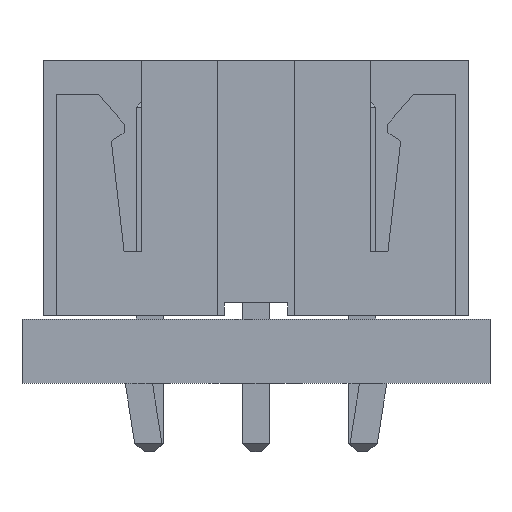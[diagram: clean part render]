
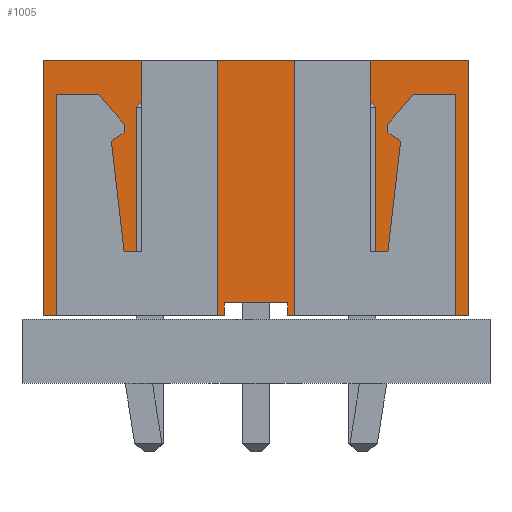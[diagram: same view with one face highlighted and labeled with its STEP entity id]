
A CAD part, front view. The second image highlights one B-rep face of the part: STEP entity #1005.
In plain terms, the highlighted face is planar.
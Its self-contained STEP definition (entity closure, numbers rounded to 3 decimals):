
#236 = VERTEX_POINT('',#237);
#237 = CARTESIAN_POINT('',(-2.5,1.6,0.));
#245 = VERTEX_POINT('',#246);
#246 = CARTESIAN_POINT('',(-0.75,1.6,0.));
#252 = EDGE_CURVE('',#245,#236,#253,.T.);
#253 = LINE('',#254,#255);
#254 = CARTESIAN_POINT('',(7.5,1.6,0.));
#255 = VECTOR('',#256,1.);
#256 = DIRECTION('',(-1.,0.,0.));
#268 = VERTEX_POINT('',#269);
#269 = CARTESIAN_POINT('',(-0.75,1.6,0.3));
#275 = EDGE_CURVE('',#268,#245,#276,.T.);
#276 = LINE('',#277,#278);
#277 = CARTESIAN_POINT('',(-0.75,1.6,0.3));
#278 = VECTOR('',#279,1.);
#279 = DIRECTION('',(0.,0.,-1.));
#292 = VERTEX_POINT('',#293);
#293 = CARTESIAN_POINT('',(0.75,1.6,0.3));
#299 = EDGE_CURVE('',#268,#292,#300,.T.);
#300 = LINE('',#301,#302);
#301 = CARTESIAN_POINT('',(-0.75,1.6,0.3));
#302 = VECTOR('',#303,1.);
#303 = DIRECTION('',(1.,0.,0.));
#350 = EDGE_CURVE('',#292,#351,#353,.T.);
#351 = VERTEX_POINT('',#352);
#352 = CARTESIAN_POINT('',(0.75,1.6,0.));
#353 = LINE('',#354,#355);
#354 = CARTESIAN_POINT('',(0.75,1.6,0.3));
#355 = VECTOR('',#356,1.);
#356 = DIRECTION('',(0.,0.,-1.));
#372 = EDGE_CURVE('',#373,#351,#375,.T.);
#373 = VERTEX_POINT('',#374);
#374 = CARTESIAN_POINT('',(1.75,1.6,0.));
#375 = LINE('',#376,#377);
#376 = CARTESIAN_POINT('',(7.5,1.6,0.));
#377 = VECTOR('',#378,1.);
#378 = DIRECTION('',(-1.,0.,0.));
#398 = VERTEX_POINT('',#399);
#399 = CARTESIAN_POINT('',(1.75,1.6,0.3));
#405 = EDGE_CURVE('',#398,#373,#406,.T.);
#406 = LINE('',#407,#408);
#407 = CARTESIAN_POINT('',(1.75,1.6,0.3));
#408 = VECTOR('',#409,1.);
#409 = DIRECTION('',(0.,0.,-1.));
#422 = VERTEX_POINT('',#423);
#423 = CARTESIAN_POINT('',(3.25,1.6,0.3));
#429 = EDGE_CURVE('',#398,#422,#430,.T.);
#430 = LINE('',#431,#432);
#431 = CARTESIAN_POINT('',(1.75,1.6,0.3));
#432 = VECTOR('',#433,1.);
#433 = DIRECTION('',(1.,0.,0.));
#480 = EDGE_CURVE('',#422,#481,#483,.T.);
#481 = VERTEX_POINT('',#482);
#482 = CARTESIAN_POINT('',(3.25,1.6,0.));
#483 = LINE('',#484,#485);
#484 = CARTESIAN_POINT('',(3.25,1.6,0.3));
#485 = VECTOR('',#486,1.);
#486 = DIRECTION('',(0.,0.,-1.));
#503 = VERTEX_POINT('',#504);
#504 = CARTESIAN_POINT('',(4.25,1.6,0.));
#510 = EDGE_CURVE('',#503,#481,#511,.T.);
#511 = LINE('',#512,#513);
#512 = CARTESIAN_POINT('',(7.5,1.6,0.));
#513 = VECTOR('',#514,1.);
#514 = DIRECTION('',(-1.,0.,0.));
#528 = VERTEX_POINT('',#529);
#529 = CARTESIAN_POINT('',(4.25,1.6,0.3));
#535 = EDGE_CURVE('',#528,#503,#536,.T.);
#536 = LINE('',#537,#538);
#537 = CARTESIAN_POINT('',(4.25,1.6,0.3));
#538 = VECTOR('',#539,1.);
#539 = DIRECTION('',(0.,0.,-1.));
#552 = VERTEX_POINT('',#553);
#553 = CARTESIAN_POINT('',(5.75,1.6,0.3));
#559 = EDGE_CURVE('',#528,#552,#560,.T.);
#560 = LINE('',#561,#562);
#561 = CARTESIAN_POINT('',(4.25,1.6,0.3));
#562 = VECTOR('',#563,1.);
#563 = DIRECTION('',(1.,0.,0.));
#610 = EDGE_CURVE('',#552,#611,#613,.T.);
#611 = VERTEX_POINT('',#612);
#612 = CARTESIAN_POINT('',(5.75,1.6,0.));
#613 = LINE('',#614,#615);
#614 = CARTESIAN_POINT('',(5.75,1.6,0.3));
#615 = VECTOR('',#616,1.);
#616 = DIRECTION('',(0.,0.,-1.));
#633 = VERTEX_POINT('',#634);
#634 = CARTESIAN_POINT('',(7.5,1.6,0.));
#640 = EDGE_CURVE('',#633,#611,#641,.T.);
#641 = LINE('',#642,#643);
#642 = CARTESIAN_POINT('',(7.5,1.6,0.));
#643 = VECTOR('',#644,1.);
#644 = DIRECTION('',(-1.,0.,0.));
#715 = VERTEX_POINT('',#716);
#716 = CARTESIAN_POINT('',(7.5,1.6,6.));
#722 = EDGE_CURVE('',#633,#715,#723,.T.);
#723 = LINE('',#724,#725);
#724 = CARTESIAN_POINT('',(7.5,1.6,0.));
#725 = VECTOR('',#726,1.);
#726 = DIRECTION('',(0.,0.,1.));
#937 = EDGE_CURVE('',#236,#938,#940,.T.);
#938 = VERTEX_POINT('',#939);
#939 = CARTESIAN_POINT('',(-2.5,1.6,6.));
#940 = LINE('',#941,#942);
#941 = CARTESIAN_POINT('',(-2.5,1.6,0.));
#942 = VECTOR('',#943,1.);
#943 = DIRECTION('',(0.,0.,1.));
#1005 = ADVANCED_FACE('',(#1006),#1029,.F.);
#1006 = FACE_BOUND('',#1007,.F.);
#1007 = EDGE_LOOP('',(#1008,#1009,#1010,#1016,#1017,#1018,#1019,#1020,
    #1021,#1022,#1023,#1024,#1025,#1026,#1027,#1028));
#1008 = ORIENTED_EDGE('',*,*,#640,.F.);
#1009 = ORIENTED_EDGE('',*,*,#722,.T.);
#1010 = ORIENTED_EDGE('',*,*,#1011,.T.);
#1011 = EDGE_CURVE('',#715,#938,#1012,.T.);
#1012 = LINE('',#1013,#1014);
#1013 = CARTESIAN_POINT('',(7.5,1.6,6.));
#1014 = VECTOR('',#1015,1.);
#1015 = DIRECTION('',(-1.,0.,0.));
#1016 = ORIENTED_EDGE('',*,*,#937,.F.);
#1017 = ORIENTED_EDGE('',*,*,#252,.F.);
#1018 = ORIENTED_EDGE('',*,*,#275,.F.);
#1019 = ORIENTED_EDGE('',*,*,#299,.T.);
#1020 = ORIENTED_EDGE('',*,*,#350,.T.);
#1021 = ORIENTED_EDGE('',*,*,#372,.F.);
#1022 = ORIENTED_EDGE('',*,*,#405,.F.);
#1023 = ORIENTED_EDGE('',*,*,#429,.T.);
#1024 = ORIENTED_EDGE('',*,*,#480,.T.);
#1025 = ORIENTED_EDGE('',*,*,#510,.F.);
#1026 = ORIENTED_EDGE('',*,*,#535,.F.);
#1027 = ORIENTED_EDGE('',*,*,#559,.T.);
#1028 = ORIENTED_EDGE('',*,*,#610,.T.);
#1029 = PLANE('',#1030);
#1030 = AXIS2_PLACEMENT_3D('',#1031,#1032,#1033);
#1031 = CARTESIAN_POINT('',(7.5,1.6,0.));
#1032 = DIRECTION('',(0.,-1.,0.));
#1033 = DIRECTION('',(-1.,0.,0.));
